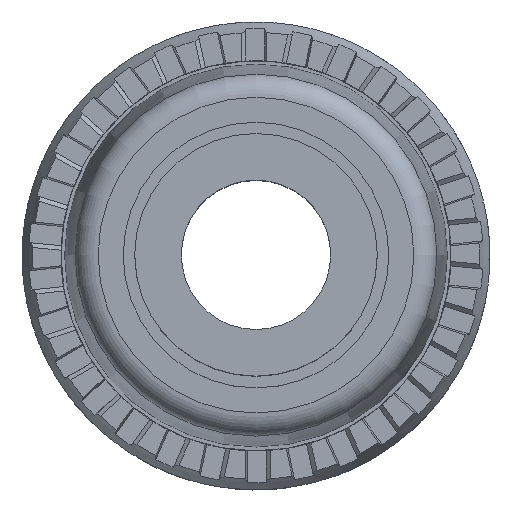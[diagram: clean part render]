
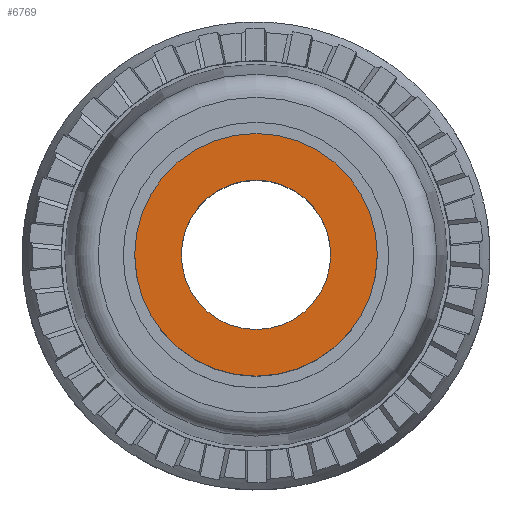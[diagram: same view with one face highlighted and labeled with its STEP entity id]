
A CAD part, top view. The second image highlights one B-rep face of the part: STEP entity #6769.
In plain terms, the highlighted face is planar.
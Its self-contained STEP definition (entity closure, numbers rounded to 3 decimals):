
#1268=PLANE('',#7179);
#1619=FACE_BOUND('',#2055,.T.);
#1649=FACE_OUTER_BOUND('',#2054,.T.);
#2054=EDGE_LOOP('',(#4592));
#2055=EDGE_LOOP('',(#4593));
#2461=CIRCLE('',#7169,19.4);
#2465=CIRCLE('',#7178,31.5);
#2783=VERTEX_POINT('',#10339);
#2787=VERTEX_POINT('',#10352);
#3498=EDGE_CURVE('',#2783,#2783,#2461,.T.);
#3502=EDGE_CURVE('',#2787,#2787,#2465,.T.);
#4592=ORIENTED_EDGE('',*,*,#3502,.T.);
#4593=ORIENTED_EDGE('',*,*,#3498,.T.);
#6769=ADVANCED_FACE('',(#1649,#1619),#1268,.F.);
#7169=AXIS2_PLACEMENT_3D('',#10340,#8087,#8088);
#7178=AXIS2_PLACEMENT_3D('',#10353,#8105,#8106);
#7179=AXIS2_PLACEMENT_3D('',#10354,#8107,#8108);
#8087=DIRECTION('center_axis',(0.,0.,1.));
#8088=DIRECTION('ref_axis',(1.,0.,0.));
#8105=DIRECTION('center_axis',(0.,0.,-1.));
#8106=DIRECTION('ref_axis',(-1.,0.,0.));
#8107=DIRECTION('center_axis',(0.,0.,1.));
#8108=DIRECTION('ref_axis',(1.,0.,0.));
#10339=CARTESIAN_POINT('',(-19.4,0.,0.));
#10340=CARTESIAN_POINT('Origin',(0.,0.,0.));
#10352=CARTESIAN_POINT('',(31.5,0.,0.));
#10353=CARTESIAN_POINT('Origin',(0.,0.,0.));
#10354=CARTESIAN_POINT('Origin',(0.,0.,0.));
